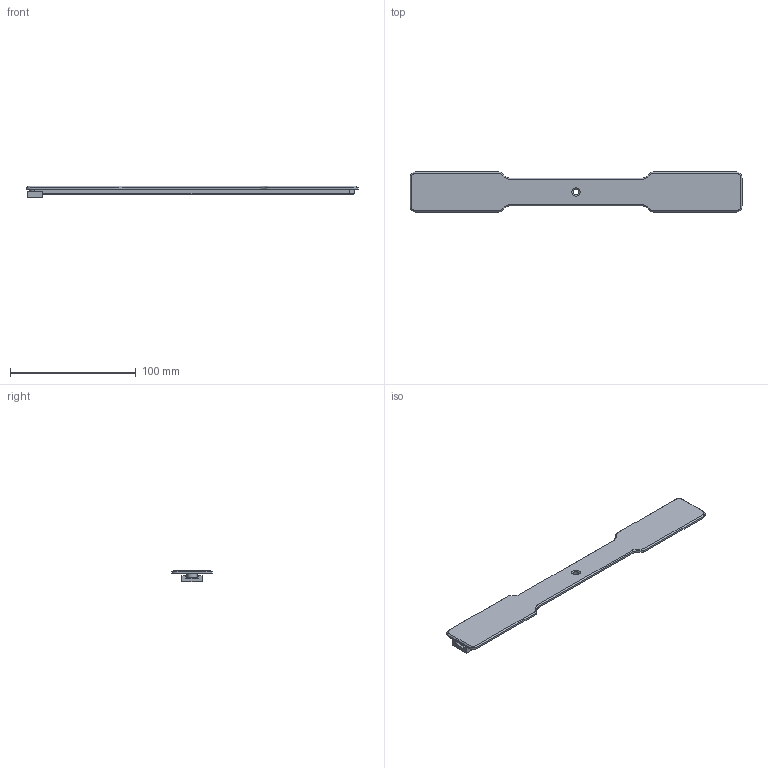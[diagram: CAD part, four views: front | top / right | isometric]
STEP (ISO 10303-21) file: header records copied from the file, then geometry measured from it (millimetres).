
FILE_DESCRIPTION(/* description */ (''),/* implementation_level */ '2;1');
FILE_NAME(/* name */ 'Feed_Slot_v7.step',/* time_stamp */ '2021-10-02T14:59:36-05:00',/* author */ (''),/* organization */ (''),/* preprocessor_version */ 'ST-DEVELOPER v18.1',/* originating_system */ 'Autodesk Translation Framework v10.10.0.1391',/* authorisation */ '');
FILE_SCHEMA (('AUTOMOTIVE_DESIGN { 1 0 10303 214 3 1 1 }'));
Length unit declared in the file: millimetre
Products named in the file (3): Feed Slot; Component2; Component3
Assembly tree (2 placements, depth 2):
  Feed Slot
    Component2
    Component3
Bounding box: 264 x 32.2 x 9.4 mm (x, y, z)
Volume: 26064.8 mm3; surface area: 18558.6 mm2
Topology: 2 solids, 2 shells, 77 faces, 180 edges, 110 vertices
Faces by surface type: plane 43, cylinder 18, cone 16
Full cylindrical faces by diameter (mm): 4.6 x1, 4.7 x3
Entity records: 2275 total; most frequent: DIRECTION 398, CARTESIAN_POINT 373, ORIENTED_EDGE 360, EDGE_CURVE 180, AXIS2_PLACEMENT_3D 135, LINE 128, VECTOR 128, VERTEX_POINT 110
